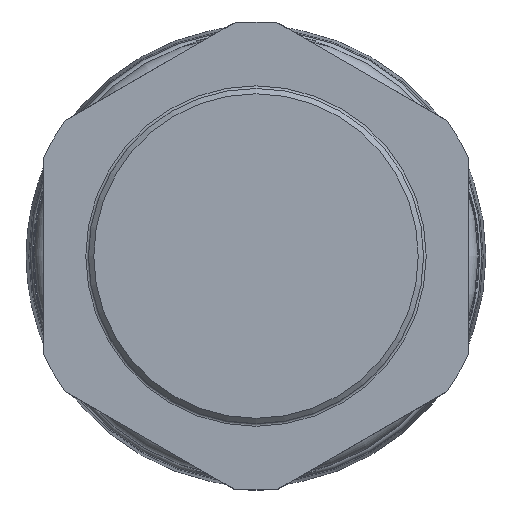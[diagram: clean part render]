
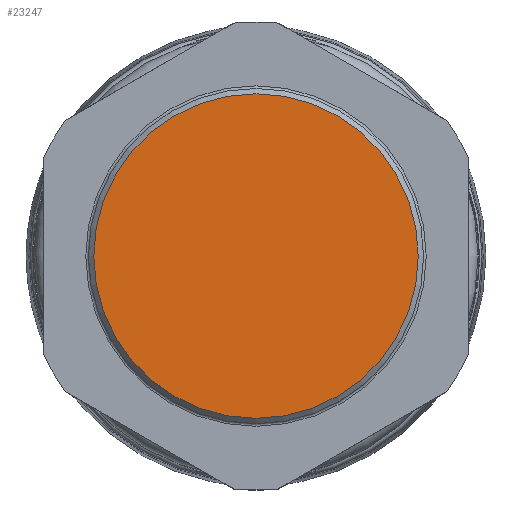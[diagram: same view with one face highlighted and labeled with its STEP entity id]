
A CAD part, left-side view. The second image highlights one B-rep face of the part: STEP entity #23247.
In plain terms, the highlighted planar face has unit normal (-1, 0, 0).
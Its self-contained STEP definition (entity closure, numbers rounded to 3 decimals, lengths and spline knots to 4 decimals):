
#1032=CIRCLE('',#24541,1.2008);
#1033=CIRCLE('',#24542,1.2008);
#2673=FACE_OUTER_BOUND('',#3983,.T.);
#3983=EDGE_LOOP('',(#17161,#17162));
#9139=VERTEX_POINT('',#40550);
#9140=VERTEX_POINT('',#40551);
#12022=EDGE_CURVE('',#9139,#9140,#1032,.T.);
#12023=EDGE_CURVE('',#9140,#9139,#1033,.T.);
#17161=ORIENTED_EDGE('',*,*,#12022,.F.);
#17162=ORIENTED_EDGE('',*,*,#12023,.F.);
#21294=PLANE('',#24540);
#23247=ADVANCED_FACE('',(#2673),#21294,.T.);
#24540=AXIS2_PLACEMENT_3D('',#40549,#27757,#27758);
#24541=AXIS2_PLACEMENT_3D('',#40552,#27759,#27760);
#24542=AXIS2_PLACEMENT_3D('',#40553,#27761,#27762);
#27757=DIRECTION('center_axis',(-1.,0.,0.));
#27758=DIRECTION('ref_axis',(0.,0.,
-1.));
#27759=DIRECTION('center_axis',(1.,0.,0.));
#27760=DIRECTION('ref_axis',(0.,0.,
1.));
#27761=DIRECTION('center_axis',(1.,0.,0.));
#27762=DIRECTION('ref_axis',(0.,0.,
1.));
#40549=CARTESIAN_POINT('Origin',(-2.0599,-1.2008,0.));
#40550=CARTESIAN_POINT('',(-2.0599,-1.2008,0.));
#40551=CARTESIAN_POINT('',(-2.0599,1.2008,0.));
#40552=CARTESIAN_POINT('Origin',(-2.0599,0.,
0.));
#40553=CARTESIAN_POINT('Origin',(-2.0599,0.,
0.));
